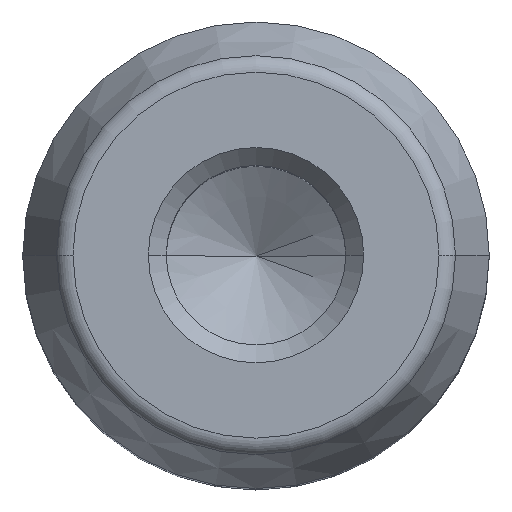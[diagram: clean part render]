
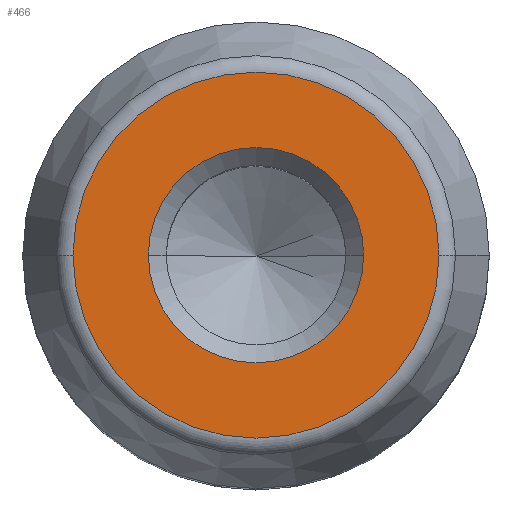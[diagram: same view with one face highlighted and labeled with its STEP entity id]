
A CAD part, top view. The second image highlights one B-rep face of the part: STEP entity #466.
In plain terms, the highlighted planar face has unit normal (0, 0, 1).
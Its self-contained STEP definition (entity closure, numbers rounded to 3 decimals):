
#1 = VERTEX_POINT ( 'NONE', #378 ) ;
#8 = DIRECTION ( 'NONE',  ( 1., 0., 0. ) ) ;
#88 = PLANE ( 'NONE',  #206 ) ;
#102 = VERTEX_POINT ( 'NONE', #1427 ) ;
#137 = CARTESIAN_POINT ( 'NONE',  ( 0., 0., 25. ) ) ;
#194 = DIRECTION ( 'NONE',  ( 1., 0., 0. ) ) ;
#195 = ORIENTED_EDGE ( 'NONE', *, *, #952, .T. ) ;
#206 = AXIS2_PLACEMENT_3D ( 'NONE', #638, #748, #194 ) ;
#207 = EDGE_LOOP ( 'NONE', ( #1063, #1177 ) ) ;
#230 = CIRCLE ( 'NONE', #1375, 3. ) ;
#232 = FACE_OUTER_BOUND ( 'NONE', #207, .T. ) ;
#238 = CARTESIAN_POINT ( 'NONE',  ( -3., 0., 25. ) ) ;
#244 = DIRECTION ( 'NONE',  ( 1., 0., 0. ) ) ;
#320 = AXIS2_PLACEMENT_3D ( 'NONE', #1232, #553, #1335 ) ;
#326 = EDGE_CURVE ( 'NONE', #1065, #102, #1077, .T. ) ;
#378 = CARTESIAN_POINT ( 'NONE',  ( 3., 0., 25. ) ) ;
#465 = CIRCLE ( 'NONE', #1420, 3. ) ;
#466 = ADVANCED_FACE ( 'NONE', ( #867, #232 ), #88, .T. ) ;
#479 = CARTESIAN_POINT ( 'NONE',  ( 0., 0., 25. ) ) ;
#539 = CIRCLE ( 'NONE', #320, 5.099 ) ;
#553 = DIRECTION ( 'NONE',  ( 0., 0., 1. ) ) ;
#597 = DIRECTION ( 'NONE',  ( 1., 0., 0. ) ) ;
#638 = CARTESIAN_POINT ( 'NONE',  ( 0., 0., 25. ) ) ;
#675 = DIRECTION ( 'NONE',  ( 0., 0., -1. ) ) ;
#719 = CARTESIAN_POINT ( 'NONE',  ( 5.099, 0., 25. ) ) ;
#748 = DIRECTION ( 'NONE',  ( 0., 0., 1. ) ) ;
#867 = FACE_BOUND ( 'NONE', #1209, .T. ) ;
#872 = EDGE_CURVE ( 'NONE', #102, #1065, #539, .T. ) ;
#913 = DIRECTION ( 'NONE',  ( 0., 0., -1. ) ) ;
#952 = EDGE_CURVE ( 'NONE', #1270, #1, #230, .T. ) ;
#989 = AXIS2_PLACEMENT_3D ( 'NONE', #479, #1267, #597 ) ;
#1062 = ORIENTED_EDGE ( 'NONE', *, *, #1194, .T. ) ;
#1063 = ORIENTED_EDGE ( 'NONE', *, *, #326, .T. ) ;
#1065 = VERTEX_POINT ( 'NONE', #719 ) ;
#1077 = CIRCLE ( 'NONE', #989, 5.099 ) ;
#1177 = ORIENTED_EDGE ( 'NONE', *, *, #872, .T. ) ;
#1194 = EDGE_CURVE ( 'NONE', #1, #1270, #465, .T. ) ;
#1209 = EDGE_LOOP ( 'NONE', ( #1062, #195 ) ) ;
#1232 = CARTESIAN_POINT ( 'NONE',  ( 0., 0., 25. ) ) ;
#1267 = DIRECTION ( 'NONE',  ( 0., 0., 1. ) ) ;
#1270 = VERTEX_POINT ( 'NONE', #238 ) ;
#1334 = CARTESIAN_POINT ( 'NONE',  ( 0., 0., 25. ) ) ;
#1335 = DIRECTION ( 'NONE',  ( 1., 0., 0. ) ) ;
#1375 = AXIS2_PLACEMENT_3D ( 'NONE', #137, #913, #244 ) ;
#1420 = AXIS2_PLACEMENT_3D ( 'NONE', #1334, #675, #8 ) ;
#1427 = CARTESIAN_POINT ( 'NONE',  ( -5.099, 0., 25. ) ) ;
